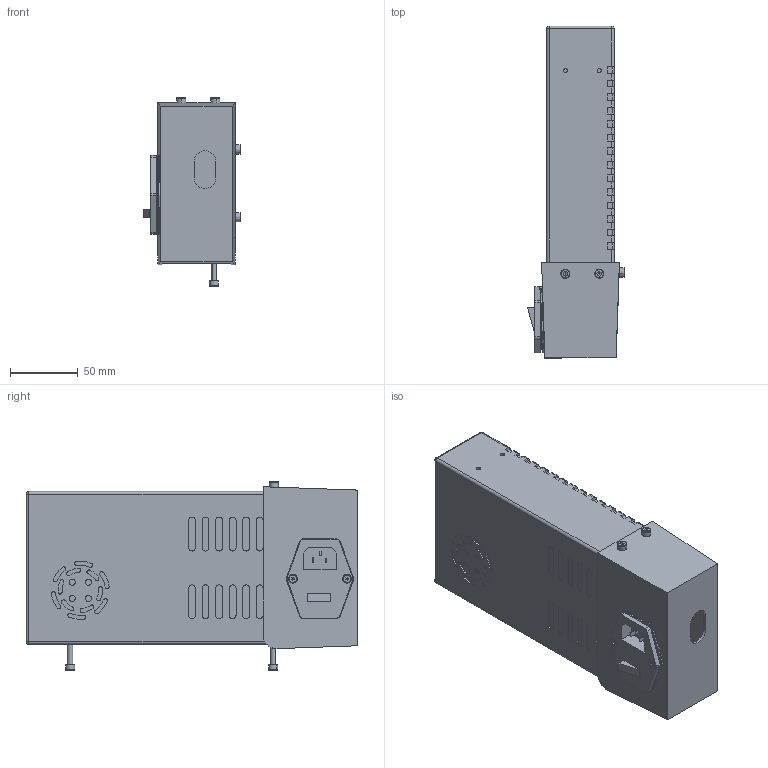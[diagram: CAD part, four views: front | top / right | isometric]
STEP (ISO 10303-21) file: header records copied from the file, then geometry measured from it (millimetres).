
FILE_DESCRIPTION (( 'STEP AP214' ), '1' );
FILE_NAME ('JXHSV06-05000 Power Supply Component.step', '2023-01-05T07:08:30', ( '微软用户' ), ( '微软中国' ), 'SwSTEP 2.0', 'SolidWorks 2020', '' );
FILE_SCHEMA (( 'AUTOMOTIVE_DESIGN' ));
Length unit declared in the file: millimetre
Products named in the file (8): JXHSV06-10001 SV06 nameplate; JXHSV06-05000 Power Supply Component; P360W24V Power Supply; GB-T-70.1-2000-M4X8 Hexagon socket head screw; JXHSV06-05001-d power box; Combination Switch; GB-T-70.1-2000-M4x20 Hex socket head cap screw; DIN7991×Ô¹¥-M3x8 Hexagon socket countersunk head self-tapping screws
Assembly tree (12 placements, depth 2):
  JXHSV06-05000 Power Supply Component
    JXHSV06-05001-d power box
    P360W24V Power Supply
    Combination Switch
    GB-T-70.1-2000-M4X8 Hexagon socket head screw  x4
    GB-T-70.1-2000-M4x20 Hex socket head cap screw  x2
    DIN7991×Ô¹¥-M3x8 Hexagon socket countersunk head self-tapping screws  x2
    JXHSV06-10001 SV06 nameplate
Bounding box: 71.71 x 245 x 139.1 mm (x, y, z)
Volume: 1253476.1 mm3; surface area: 154471.1 mm2
Topology: 12 solids, 12 shells, 922 faces, 2351 edges, 1498 vertices
Faces by surface type: plane 570, cylinder 234, bspline 50, cone 44, torus 20, sphere 4
Entity records: 26873 total; most frequent: CARTESIAN_POINT 6675, ORIENTED_EDGE 4162, DIRECTION 3875, EDGE_CURVE 2081, LINE 1491, VECTOR 1491, VERTEX_POINT 1364, AXIS2_PLACEMENT_3D 1192
